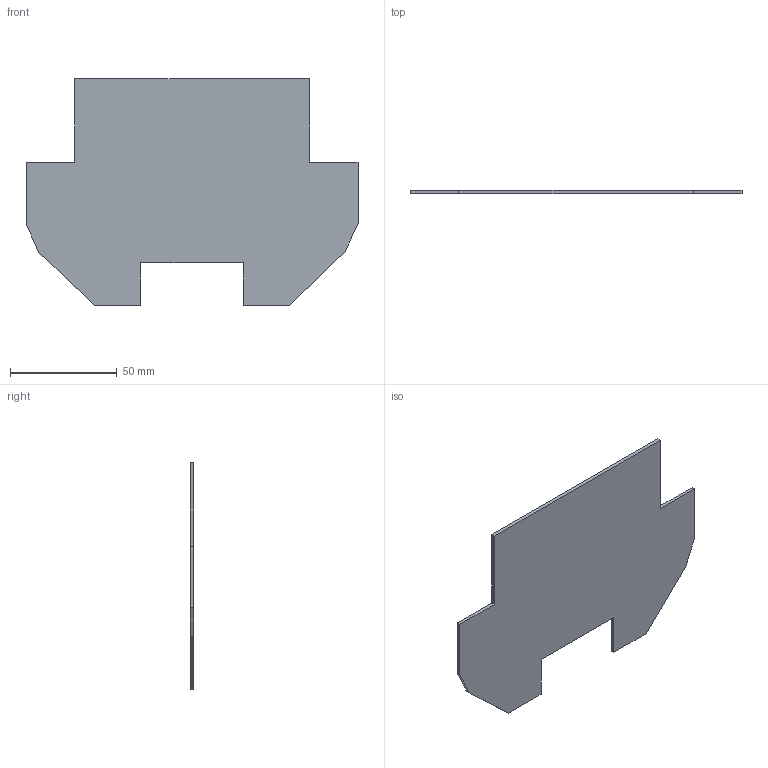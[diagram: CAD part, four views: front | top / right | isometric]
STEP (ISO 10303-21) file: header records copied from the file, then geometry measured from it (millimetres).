
FILE_DESCRIPTION (( 'STEP AP214' ), '1' );
FILE_NAME ('MainBoard_Mock-v2.0.STEP', '2021-02-07T23:26:14', ( '' ), ( '' ), 'SwSTEP 2.0', 'SolidWorks 2020', '' );
FILE_SCHEMA (( 'AUTOMOTIVE_DESIGN' ));
Length unit declared in the file: millimetre
Products named in the file (1): MainBoard_Mock-v2.0
Bounding box: 155.44 x 1.6 x 106.24 mm (x, y, z)
Volume: 20384.8 mm3; surface area: 26319.6 mm2
Topology: 1 solids, 1 shells, 18 faces, 48 edges, 32 vertices
Faces by surface type: plane 18
Entity records: 784 total; most frequent: CARTESIAN_POINT 99, ORIENTED_EDGE 96, DIRECTION 86, LINE 48, VECTOR 48, EDGE_CURVE 48, VERTEX_POINT 32, UNCERTAINTY_MEASURE_WITH_UNIT 21
